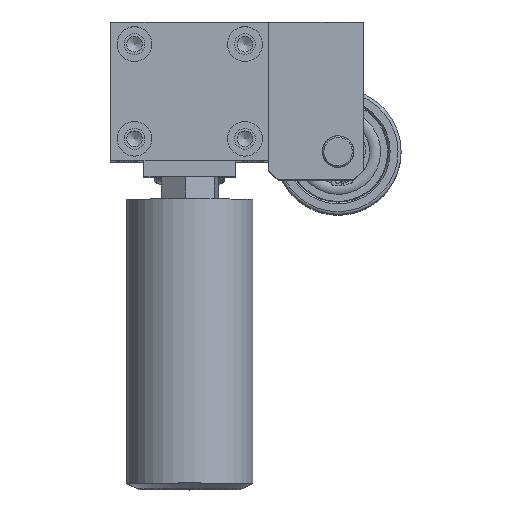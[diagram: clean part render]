
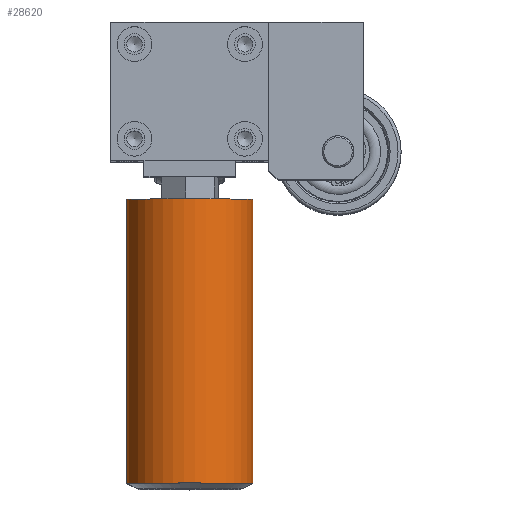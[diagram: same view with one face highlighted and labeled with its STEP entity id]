
A CAD part, top view. The second image highlights one B-rep face of the part: STEP entity #28620.
In plain terms, the highlighted cylindrical face has radius 20 mm (diameter 40 mm), a full revolution.
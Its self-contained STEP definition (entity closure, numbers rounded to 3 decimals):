
#300 = AXIS2_PLACEMENT_3D ( 'NONE', #28259, #2736, #2111 ) ;
#666 = CARTESIAN_POINT ( 'NONE',  ( 5.108, -146., 64.337 ) ) ;
#967 = VERTEX_POINT ( 'NONE', #666 ) ;
#1299 = AXIS2_PLACEMENT_3D ( 'NONE', #15700, #6438, #22687 ) ;
#2111 = DIRECTION ( 'NONE',  ( 0.255, 0., 0.967 ) ) ;
#2736 = DIRECTION ( 'NONE',  ( 0., 1., 0. ) ) ;
#2779 = CIRCLE ( 'NONE', #300, 20. ) ;
#4507 = VERTEX_POINT ( 'NONE', #19206 ) ;
#5348 = DIRECTION ( 'NONE',  ( 0.255, 0., 0.967 ) ) ;
#5659 = FACE_OUTER_BOUND ( 'NONE', #14096, .T. ) ;
#6438 = DIRECTION ( 'NONE',  ( 0., 1., 0. ) ) ;
#8298 = CYLINDRICAL_SURFACE ( 'NONE', #13540, 20. ) ;
#11551 = EDGE_LOOP ( 'NONE', ( #20810 ) ) ;
#12407 = ORIENTED_EDGE ( 'NONE', *, *, #19714, .T. ) ;
#13540 = AXIS2_PLACEMENT_3D ( 'NONE', #20072, #17728, #5348 ) ;
#14096 = EDGE_LOOP ( 'NONE', ( #12407 ) ) ;
#15700 = CARTESIAN_POINT ( 'NONE',  ( 0., -56., 45. ) ) ;
#16225 = CIRCLE ( 'NONE', #1299, 20. ) ;
#16267 = EDGE_CURVE ( 'NONE', #4507, #4507, #16225, .T. ) ;
#17728 = DIRECTION ( 'NONE',  ( 0., 1., 0. ) ) ;
#19206 = CARTESIAN_POINT ( 'NONE',  ( 5.108, -56., 64.337 ) ) ;
#19714 = EDGE_CURVE ( 'NONE', #967, #967, #2779, .T. ) ;
#20072 = CARTESIAN_POINT ( 'NONE',  ( 0., -56., 45. ) ) ;
#20810 = ORIENTED_EDGE ( 'NONE', *, *, #16267, .F. ) ;
#22687 = DIRECTION ( 'NONE',  ( 0.255, 0., 0.967 ) ) ;
#26886 = FACE_OUTER_BOUND ( 'NONE', #11551, .T. ) ;
#28259 = CARTESIAN_POINT ( 'NONE',  ( 0., -146., 45. ) ) ;
#28620 = ADVANCED_FACE ( 'NONE', ( #26886, #5659 ), #8298, .T. ) ;
